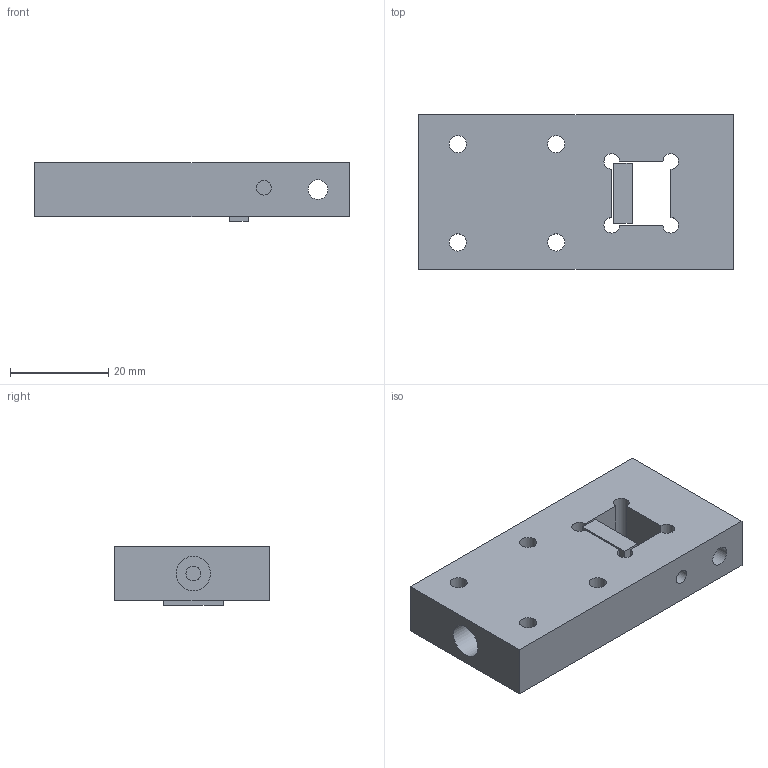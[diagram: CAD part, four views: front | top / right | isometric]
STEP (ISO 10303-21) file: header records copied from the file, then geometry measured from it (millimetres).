
FILE_DESCRIPTION(/* description */ (''),/* implementation_level */ '2;1');
FILE_NAME(/* name */ 'Alu_Front_X_Carriage v1 v3.step',/* time_stamp */ '2018-04-09T17:06:53-04:00',/* author */ ('kraegar'),/* organization */ (''),/* preprocessor_version */ 'ST-DEVELOPER v16.13',/* originating_system */ 'Autodesk Translation Framework v6.5.0.72',/* authorisation */ '');
FILE_SCHEMA (('AUTOMOTIVE_DESIGN { 1 0 10303 214 3 1 1 }'));
Length unit declared in the file: millimetre
Products named in the file (1): Alu_Front_X_Carriage v1
Bounding box: 64.06 x 31.45 x 12 mm (x, y, z)
Volume: 18280.8 mm3; surface area: 8716.8 mm2
Topology: 2 solids, 2 shells, 37 faces, 84 edges, 56 vertices
Faces by surface type: plane 21, cylinder 16
Full cylindrical faces by diameter (mm): 3 x2, 3.5 x4, 4 x1, 6 x4, 7 x1
Entity records: 1114 total; most frequent: DIRECTION 192, CARTESIAN_POINT 178, ORIENTED_EDGE 168, EDGE_CURVE 84, AXIS2_PLACEMENT_3D 70, EDGE_LOOP 58, VERTEX_POINT 56, LINE 52
